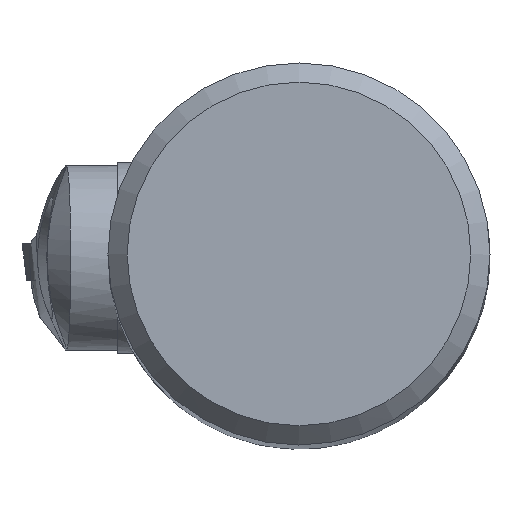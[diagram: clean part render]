
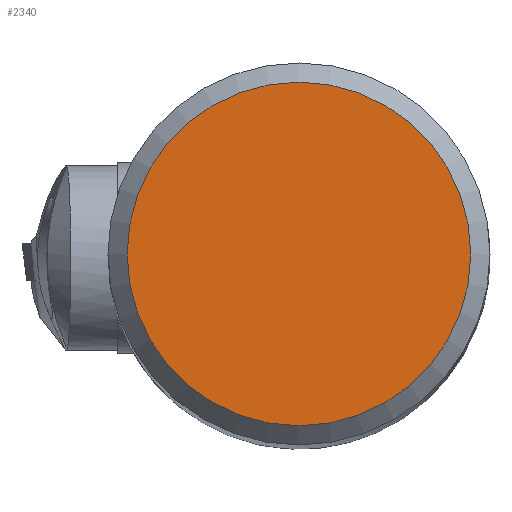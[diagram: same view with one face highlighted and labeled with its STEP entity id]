
A CAD part, top view. The second image highlights one B-rep face of the part: STEP entity #2340.
In plain terms, the highlighted planar face has unit normal (0, 0, 1).
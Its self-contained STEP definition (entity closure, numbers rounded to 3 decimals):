
#395=FACE_OUTER_BOUND('',#2889,.T.);
#689=PLANE('',#6901);
#2340=ADVANCED_FACE('',(#395),#689,.F.);
#2889=EDGE_LOOP('',(#3481));
#3481=ORIENTED_EDGE('',*,*,#5828,.T.);
#5161=VERTEX_POINT('',#9645);
#5828=EDGE_CURVE('',#5161,#5161,#6639,.T.);
#6639=CIRCLE('',#6900,8.995);
#6900=AXIS2_PLACEMENT_3D('',#9644,#7642,#7643);
#6901=AXIS2_PLACEMENT_3D('',#9646,#7644,#7645);
#7642=DIRECTION('',(0.,0.,1.));
#7643=DIRECTION('',(-1.,0.,0.));
#7644=DIRECTION('',(0.,0.,-1.));
#7645=DIRECTION('',(-1.,0.,0.));
#9644=CARTESIAN_POINT('',(0.,0.,51.));
#9645=CARTESIAN_POINT('',(-8.995,0.,51.));
#9646=CARTESIAN_POINT('',(0.,0.,51.));
